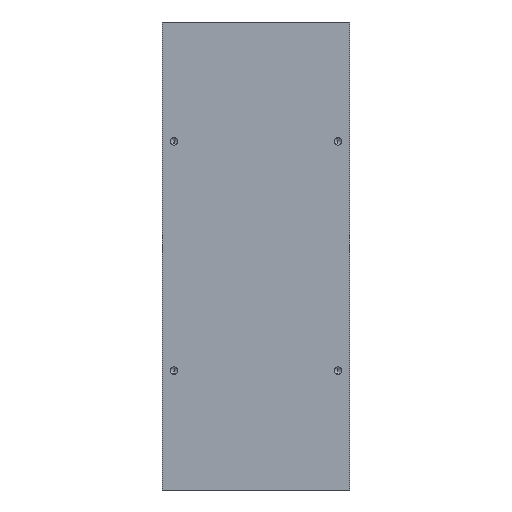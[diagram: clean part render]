
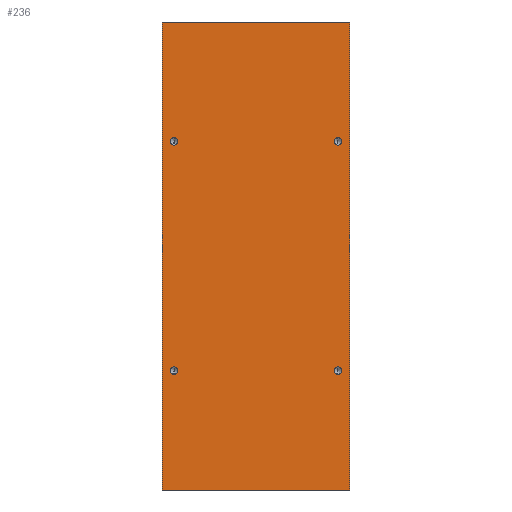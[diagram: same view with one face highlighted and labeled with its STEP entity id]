
A CAD part, front view. The second image highlights one B-rep face of the part: STEP entity #236.
In plain terms, the highlighted planar face has unit normal (0, -1, 0).
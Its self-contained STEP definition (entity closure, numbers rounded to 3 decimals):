
#3 = CIRCLE ( 'NONE', #803, 0.8 ) ;
#15 = LINE ( 'NONE', #538, #432 ) ;
#36 = CARTESIAN_POINT ( 'NONE',  ( 2.5, 0., 74.5 ) ) ;
#66 = CARTESIAN_POINT ( 'NONE',  ( 2.5, 0., 24.7 ) ) ;
#74 = ORIENTED_EDGE ( 'NONE', *, *, #887, .F. ) ;
#83 = AXIS2_PLACEMENT_3D ( 'NONE', #1082, #935, #286 ) ;
#88 = CARTESIAN_POINT ( 'NONE',  ( 37.5, 0., 73.7 ) ) ;
#98 = EDGE_CURVE ( 'NONE', #1134, #1239, #1295, .T. ) ;
#99 = EDGE_CURVE ( 'NONE', #402, #1654, #326, .T. ) ;
#110 = CARTESIAN_POINT ( 'NONE',  ( 0., 0., 0. ) ) ;
#149 = ORIENTED_EDGE ( 'NONE', *, *, #1187, .T. ) ;
#164 = CARTESIAN_POINT ( 'NONE',  ( 0., 0., 100. ) ) ;
#178 = DIRECTION ( 'NONE',  ( 0., -1., 0. ) ) ;
#204 = FACE_OUTER_BOUND ( 'NONE', #816, .T. ) ;
#219 = CARTESIAN_POINT ( 'NONE',  ( 40., 0., 100. ) ) ;
#224 = VERTEX_POINT ( 'NONE', #164 ) ;
#232 = CARTESIAN_POINT ( 'NONE',  ( 0., 0., 100. ) ) ;
#236 = ADVANCED_FACE ( 'NONE', ( #486, #1491, #1425, #446, #204 ), #1346, .T. ) ;
#238 = CARTESIAN_POINT ( 'NONE',  ( 0., 0., 0. ) ) ;
#249 = VERTEX_POINT ( 'NONE', #844 ) ;
#253 = EDGE_LOOP ( 'NONE', ( #1686, #741 ) ) ;
#256 = EDGE_CURVE ( 'NONE', #1396, #1570, #309, .T. ) ;
#286 = DIRECTION ( 'NONE',  ( 0., 0., -1. ) ) ;
#295 = CARTESIAN_POINT ( 'NONE',  ( 37.5, 0., 25.5 ) ) ;
#301 = DIRECTION ( 'NONE',  ( 0., -1., 0. ) ) ;
#305 = DIRECTION ( 'NONE',  ( 0., 0., -1. ) ) ;
#306 = DIRECTION ( 'NONE',  ( 0., -1., 0. ) ) ;
#309 = CIRCLE ( 'NONE', #571, 0.8 ) ;
#326 = CIRCLE ( 'NONE', #83, 0.8 ) ;
#331 = AXIS2_PLACEMENT_3D ( 'NONE', #852, #1500, #1625 ) ;
#337 = VECTOR ( 'NONE', #761, 1000. ) ;
#344 = ORIENTED_EDGE ( 'NONE', *, *, #789, .F. ) ;
#359 = CARTESIAN_POINT ( 'NONE',  ( 37.5, 0., 75.3 ) ) ;
#362 = VERTEX_POINT ( 'NONE', #1056 ) ;
#369 = VECTOR ( 'NONE', #1510, 1000. ) ;
#402 = VERTEX_POINT ( 'NONE', #526 ) ;
#403 = DIRECTION ( 'NONE',  ( 0., -1., 0. ) ) ;
#432 = VECTOR ( 'NONE', #1333, 1000. ) ;
#437 = EDGE_CURVE ( 'NONE', #793, #249, #501, .T. ) ;
#446 = FACE_BOUND ( 'NONE', #1370, .T. ) ;
#486 = FACE_BOUND ( 'NONE', #1199, .T. ) ;
#501 = CIRCLE ( 'NONE', #843, 0.8 ) ;
#526 = CARTESIAN_POINT ( 'NONE',  ( 37.5, 0., 24.7 ) ) ;
#538 = CARTESIAN_POINT ( 'NONE',  ( 0., 0., 0. ) ) ;
#544 = AXIS2_PLACEMENT_3D ( 'NONE', #1688, #1147, #1651 ) ;
#562 = CIRCLE ( 'NONE', #331, 0.8 ) ;
#571 = AXIS2_PLACEMENT_3D ( 'NONE', #1097, #178, #305 ) ;
#619 = ORIENTED_EDGE ( 'NONE', *, *, #256, .F. ) ;
#693 = DIRECTION ( 'NONE',  ( 0., 0., -1. ) ) ;
#694 = LINE ( 'NONE', #238, #337 ) ;
#710 = EDGE_CURVE ( 'NONE', #224, #1030, #874, .T. ) ;
#741 = ORIENTED_EDGE ( 'NONE', *, *, #1404, .F. ) ;
#761 = DIRECTION ( 'NONE',  ( 1., 0., 0. ) ) ;
#789 = EDGE_CURVE ( 'NONE', #1164, #224, #15, .T. ) ;
#793 = VERTEX_POINT ( 'NONE', #1446 ) ;
#800 = ORIENTED_EDGE ( 'NONE', *, *, #1542, .F. ) ;
#803 = AXIS2_PLACEMENT_3D ( 'NONE', #829, #306, #1071 ) ;
#816 = EDGE_LOOP ( 'NONE', ( #149, #1207, #344, #851 ) ) ;
#818 = CARTESIAN_POINT ( 'NONE',  ( 2.5, 0., 26.3 ) ) ;
#826 = ORIENTED_EDGE ( 'NONE', *, *, #99, .F. ) ;
#829 = CARTESIAN_POINT ( 'NONE',  ( 37.5, 0., 74.5 ) ) ;
#843 = AXIS2_PLACEMENT_3D ( 'NONE', #1026, #1579, #693 ) ;
#844 = CARTESIAN_POINT ( 'NONE',  ( 2.5, 0., 75.3 ) ) ;
#851 = ORIENTED_EDGE ( 'NONE', *, *, #1677, .T. ) ;
#852 = CARTESIAN_POINT ( 'NONE',  ( 2.5, 0., 25.5 ) ) ;
#874 = LINE ( 'NONE', #232, #1612 ) ;
#887 = EDGE_CURVE ( 'NONE', #1654, #402, #1182, .T. ) ;
#935 = DIRECTION ( 'NONE',  ( 0., -1., 0. ) ) ;
#943 = EDGE_LOOP ( 'NONE', ( #800, #619 ) ) ;
#964 = DIRECTION ( 'NONE',  ( 0., 0., -1. ) ) ;
#1026 = CARTESIAN_POINT ( 'NONE',  ( 2.5, 0., 74.5 ) ) ;
#1030 = VERTEX_POINT ( 'NONE', #219 ) ;
#1056 = CARTESIAN_POINT ( 'NONE',  ( 40., 0., 0. ) ) ;
#1071 = DIRECTION ( 'NONE',  ( 0., 0., -1. ) ) ;
#1082 = CARTESIAN_POINT ( 'NONE',  ( 37.5, 0., 25.5 ) ) ;
#1089 = DIRECTION ( 'NONE',  ( 0., 0., -1. ) ) ;
#1097 = CARTESIAN_POINT ( 'NONE',  ( 2.5, 0., 25.5 ) ) ;
#1123 = AXIS2_PLACEMENT_3D ( 'NONE', #36, #301, #964 ) ;
#1134 = VERTEX_POINT ( 'NONE', #359 ) ;
#1147 = DIRECTION ( 'NONE',  ( 0., -1., 0. ) ) ;
#1164 = VERTEX_POINT ( 'NONE', #110 ) ;
#1175 = AXIS2_PLACEMENT_3D ( 'NONE', #1200, #403, #1457 ) ;
#1182 = CIRCLE ( 'NONE', #1548, 0.8 ) ;
#1187 = EDGE_CURVE ( 'NONE', #362, #1030, #1381, .T. ) ;
#1199 = EDGE_LOOP ( 'NONE', ( #826, #74 ) ) ;
#1200 = CARTESIAN_POINT ( 'NONE',  ( 20., 0., 0. ) ) ;
#1207 = ORIENTED_EDGE ( 'NONE', *, *, #710, .F. ) ;
#1226 = DIRECTION ( 'NONE',  ( 0., -1., 0. ) ) ;
#1239 = VERTEX_POINT ( 'NONE', #88 ) ;
#1276 = CIRCLE ( 'NONE', #1123, 0.8 ) ;
#1295 = CIRCLE ( 'NONE', #544, 0.8 ) ;
#1304 = ORIENTED_EDGE ( 'NONE', *, *, #1443, .F. ) ;
#1333 = DIRECTION ( 'NONE',  ( 0., 0., 1. ) ) ;
#1346 = PLANE ( 'NONE',  #1175 ) ;
#1370 = EDGE_LOOP ( 'NONE', ( #1304, #1584 ) ) ;
#1381 = LINE ( 'NONE', #1525, #369 ) ;
#1396 = VERTEX_POINT ( 'NONE', #818 ) ;
#1404 = EDGE_CURVE ( 'NONE', #249, #793, #1276, .T. ) ;
#1425 = FACE_BOUND ( 'NONE', #253, .T. ) ;
#1443 = EDGE_CURVE ( 'NONE', #1239, #1134, #3, .T. ) ;
#1446 = CARTESIAN_POINT ( 'NONE',  ( 2.5, 0., 73.7 ) ) ;
#1457 = DIRECTION ( 'NONE',  ( 0., 0., -1. ) ) ;
#1491 = FACE_BOUND ( 'NONE', #943, .T. ) ;
#1500 = DIRECTION ( 'NONE',  ( 0., -1., 0. ) ) ;
#1510 = DIRECTION ( 'NONE',  ( 0., 0., 1. ) ) ;
#1525 = CARTESIAN_POINT ( 'NONE',  ( 40., 0., 0. ) ) ;
#1532 = DIRECTION ( 'NONE',  ( 1., 0., 0. ) ) ;
#1542 = EDGE_CURVE ( 'NONE', #1570, #1396, #562, .T. ) ;
#1548 = AXIS2_PLACEMENT_3D ( 'NONE', #295, #1226, #1089 ) ;
#1570 = VERTEX_POINT ( 'NONE', #66 ) ;
#1579 = DIRECTION ( 'NONE',  ( 0., -1., 0. ) ) ;
#1584 = ORIENTED_EDGE ( 'NONE', *, *, #98, .F. ) ;
#1612 = VECTOR ( 'NONE', #1532, 1000. ) ;
#1625 = DIRECTION ( 'NONE',  ( 0., 0., -1. ) ) ;
#1650 = CARTESIAN_POINT ( 'NONE',  ( 37.5, 0., 26.3 ) ) ;
#1651 = DIRECTION ( 'NONE',  ( 0., 0., -1. ) ) ;
#1654 = VERTEX_POINT ( 'NONE', #1650 ) ;
#1677 = EDGE_CURVE ( 'NONE', #1164, #362, #694, .T. ) ;
#1686 = ORIENTED_EDGE ( 'NONE', *, *, #437, .F. ) ;
#1688 = CARTESIAN_POINT ( 'NONE',  ( 37.5, 0., 74.5 ) ) ;
